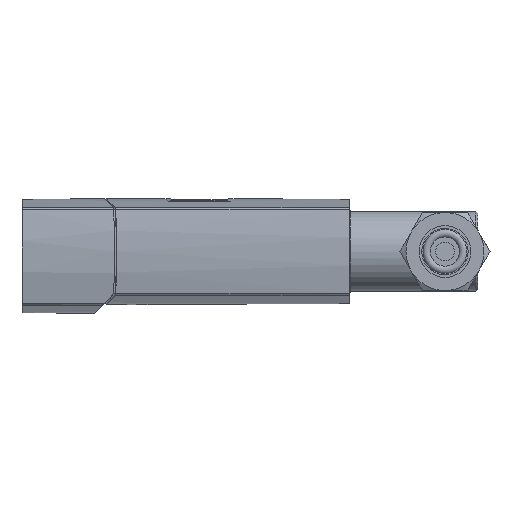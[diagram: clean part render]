
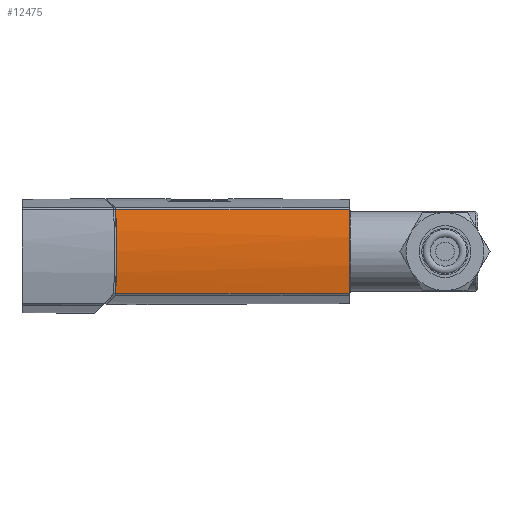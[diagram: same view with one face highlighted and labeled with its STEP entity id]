
A CAD part, left-side view. The second image highlights one B-rep face of the part: STEP entity #12475.
In plain terms, the highlighted cylindrical face has radius 50 mm (diameter 100 mm), a partial arc.
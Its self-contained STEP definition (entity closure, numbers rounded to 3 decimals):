
#63=B_SPLINE_CURVE_WITH_KNOTS($,3,(#18759,#18760,#18761,#18762),
 .UNSPECIFIED.,.F.,.F.,(4,4),(9.843,10.857),
 .UNSPECIFIED.);
#64=B_SPLINE_CURVE_WITH_KNOTS($,3,(#18764,#18765,#18766,#18767),
 .UNSPECIFIED.,.F.,.F.,(4,4),(8.828,9.843),
 .UNSPECIFIED.);
#629=LINE($,#19326,#1587);
#633=LINE($,#19334,#1591);
#1587=VECTOR($,#15389,56.873);
#1591=VECTOR($,#15401,56.873);
#2663=CYLINDRICAL_SURFACE($,#13395,50.);
#3244=FACE_OUTER_BOUND($,#3979,.T.);
#3979=EDGE_LOOP($,(#9195,#9196,#9197,#9198,#9199));
#4689=CIRCLE($,#13315,50.);
#5372=VERTEX_POINT($,#18747);
#5373=VERTEX_POINT($,#18758);
#5374=VERTEX_POINT($,#18763);
#5406=VERTEX_POINT($,#18898);
#5407=VERTEX_POINT($,#18900);
#6690=EDGE_CURVE($,#5373,#5372,#63,.T.);
#6691=EDGE_CURVE($,#5374,#5373,#64,.T.);
#6739=EDGE_CURVE($,#5407,#5406,#4689,.T.);
#6858=EDGE_CURVE($,#5407,#5372,#629,.T.);
#6862=EDGE_CURVE($,#5374,#5406,#633,.T.);
#9195=ORIENTED_EDGE($,*,*,#6690,.T.);
#9196=ORIENTED_EDGE($,*,*,#6858,.F.);
#9197=ORIENTED_EDGE($,*,*,#6739,.T.);
#9198=ORIENTED_EDGE($,*,*,#6862,.F.);
#9199=ORIENTED_EDGE($,*,*,#6691,.T.);
#12475=ADVANCED_FACE($,(#3244),#2663,.T.);
#13315=AXIS2_PLACEMENT_3D($,#18901,#15186,#15187);
#13395=AXIS2_PLACEMENT_3D($,#19335,#15402,#15403);
#15186=DIRECTION('center_axis',(0.,1.,0.));
#15187=DIRECTION('ref_axis',(-0.977,0.,-0.212));
#15389=DIRECTION($,(0.,1.,0.));
#15401=DIRECTION($,(0.,-1.,0.));
#15402=DIRECTION('center_axis',(0.,1.,0.));
#15403=DIRECTION('ref_axis',(-0.977,0.,-0.212));
#18747=CARTESIAN_POINT('',(-21.447,40.673,-10.209));
#18758=CARTESIAN_POINT('',(-22.5,40.436,0.));
#18759=CARTESIAN_POINT('Ctrl Pts',(-22.5,40.436,0.));
#18760=CARTESIAN_POINT('Ctrl Pts',(-22.5,40.436,-3.381));
#18761=CARTESIAN_POINT('Ctrl Pts',(-22.154,40.518,-6.819));
#18762=CARTESIAN_POINT('Ctrl Pts',(-21.447,40.673,-10.209));
#18763=CARTESIAN_POINT('',(-21.447,40.673,10.209));
#18764=CARTESIAN_POINT('Ctrl Pts',(-21.447,40.673,10.209));
#18765=CARTESIAN_POINT('Ctrl Pts',(-22.154,40.518,6.819));
#18766=CARTESIAN_POINT('Ctrl Pts',(-22.5,40.436,3.381));
#18767=CARTESIAN_POINT('Ctrl Pts',(-22.5,40.436,0.));
#18898=CARTESIAN_POINT('',(-21.447,-16.2,10.209));
#18900=CARTESIAN_POINT('',(-21.447,-16.2,-10.209));
#18901=CARTESIAN_POINT('Origin',(27.5,-16.2,0.));
#19326=CARTESIAN_POINT($,(-21.447,-16.2,-10.209));
#19334=CARTESIAN_POINT($,(-21.447,-16.2,10.209));
#19335=CARTESIAN_POINT('Origin',(27.5,-16.2,0.));
